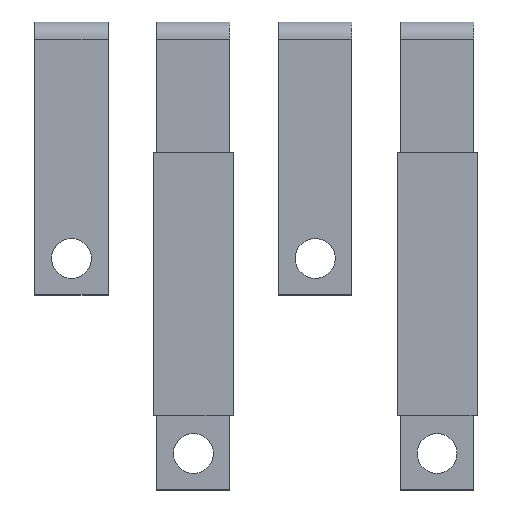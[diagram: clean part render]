
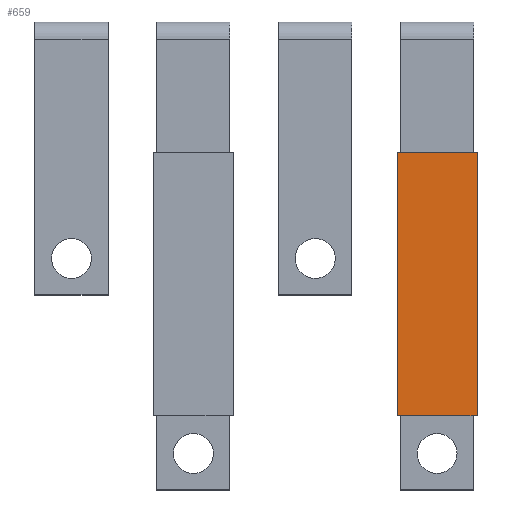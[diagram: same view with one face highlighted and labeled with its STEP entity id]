
A CAD part, top view. The second image highlights one B-rep face of the part: STEP entity #659.
In plain terms, the highlighted planar face has unit normal (0, 0, 1).
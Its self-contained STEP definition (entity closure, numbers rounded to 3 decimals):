
#641=AXIS2_PLACEMENT_3D('Plane Axis2P3D',#638,#639,#640) ;
#557=CARTESIAN_POINT('Vertex',(41.8,-65.3,66.45)) ;
#571=CARTESIAN_POINT('Vertex',(58.2,-65.3,66.45)) ;
#574=CARTESIAN_POINT('Line Origine',(50.,-65.3,66.45)) ;
#603=CARTESIAN_POINT('Vertex',(58.2,-11.3,66.45)) ;
#617=CARTESIAN_POINT('Vertex',(41.8,-11.3,66.45)) ;
#620=CARTESIAN_POINT('Line Origine',(50.,-11.3,66.45)) ;
#638=CARTESIAN_POINT('Axis2P3D Location',(0.,0.,66.45)) ;
#643=CARTESIAN_POINT('Line Origine',(58.2,-38.3,66.45)) ;
#648=CARTESIAN_POINT('Line Origine',(41.8,-38.3,66.45)) ;
#575=DIRECTION('Vector Direction',(-1.,0.,0.)) ;
#621=DIRECTION('Vector Direction',(1.,0.,0.)) ;
#639=DIRECTION('Axis2P3D Direction',(0.,0.,1.)) ;
#640=DIRECTION('Axis2P3D XDirection',(-1.,0.,0.)) ;
#644=DIRECTION('Vector Direction',(0.,1.,0.)) ;
#649=DIRECTION('Vector Direction',(0.,-1.,0.)) ;
#576=VECTOR('Line Direction',#575,1.) ;
#622=VECTOR('Line Direction',#621,1.) ;
#645=VECTOR('Line Direction',#644,1.) ;
#650=VECTOR('Line Direction',#649,1.) ;
#654=ORIENTED_EDGE('',*,*,#647,.T.) ;
#655=ORIENTED_EDGE('',*,*,#624,.T.) ;
#656=ORIENTED_EDGE('',*,*,#652,.T.) ;
#657=ORIENTED_EDGE('',*,*,#578,.T.) ;
#659=ADVANCED_FACE('Terminali posteriori orizzontali superiori',(#658),#642,.T.) ;
#578=EDGE_CURVE('',#558,#572,#577,.F.) ;
#624=EDGE_CURVE('',#604,#618,#623,.F.) ;
#647=EDGE_CURVE('',#572,#604,#646,.T.) ;
#652=EDGE_CURVE('',#618,#558,#651,.T.) ;
#653=EDGE_LOOP('',(#654,#655,#656,#657)) ;
#658=FACE_OUTER_BOUND('',#653,.T.) ;
#577=LINE('Line',#574,#576) ;
#623=LINE('Line',#620,#622) ;
#646=LINE('Line',#643,#645) ;
#651=LINE('Line',#648,#650) ;
#642=PLANE('',#641) ;
#558=VERTEX_POINT('',#557) ;
#572=VERTEX_POINT('',#571) ;
#604=VERTEX_POINT('',#603) ;
#618=VERTEX_POINT('',#617) ;
